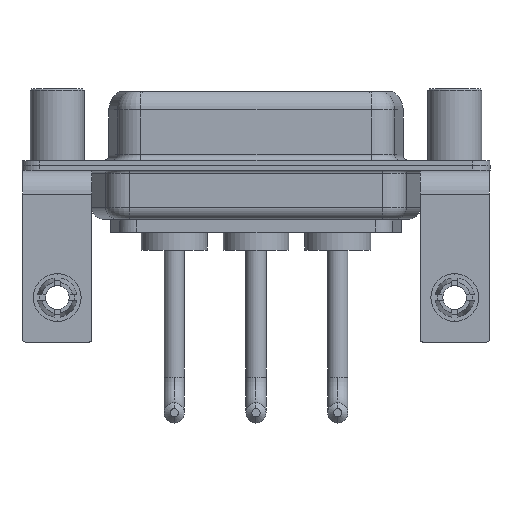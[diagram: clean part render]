
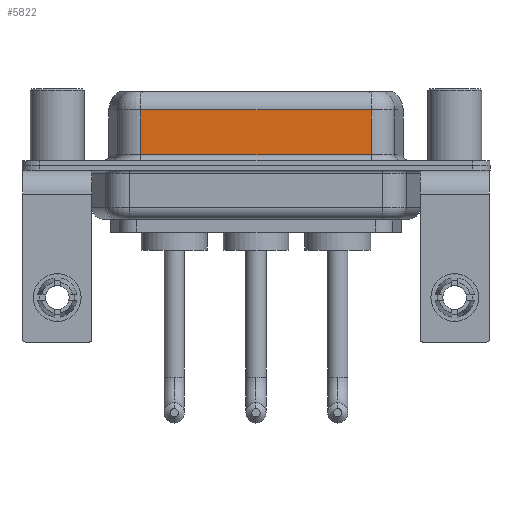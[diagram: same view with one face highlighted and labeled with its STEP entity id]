
A CAD part, front view. The second image highlights one B-rep face of the part: STEP entity #5822.
In plain terms, the highlighted planar face has unit normal (0, -1, 0).
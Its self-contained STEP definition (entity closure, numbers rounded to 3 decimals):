
#17 = EDGE_CURVE ( 'NONE', #3375, #15840, #12881, .T. ) ;
#376 = ORIENTED_EDGE ( 'NONE', *, *, #14716, .T. ) ;
#527 = ORIENTED_EDGE ( 'NONE', *, *, #1223, .T. ) ;
#1223 = EDGE_CURVE ( 'NONE', #13006, #15840, #13499, .T. ) ;
#1679 = DIRECTION ( 'NONE',  ( 1., 0., 0. ) ) ;
#1720 = CARTESIAN_POINT ( 'NONE',  ( 26.287, -3.95, 6.4 ) ) ;
#1817 = VECTOR ( 'NONE', #1679, 1000. ) ;
#2179 = ORIENTED_EDGE ( 'NONE', *, *, #12281, .T. ) ;
#3375 = VERTEX_POINT ( 'NONE', #8474 ) ;
#3883 = VECTOR ( 'NONE', #9467, 1000. ) ;
#4581 = VERTEX_POINT ( 'NONE', #15452 ) ;
#5223 = AXIS2_PLACEMENT_3D ( 'NONE', #1720, #6610, #9069 ) ;
#5261 = EDGE_LOOP ( 'NONE', ( #8958, #376, #2179, #527 ) ) ;
#5503 = CARTESIAN_POINT ( 'NONE',  ( 26.287, -3.95, 6.4 ) ) ;
#5822 = ADVANCED_FACE ( 'NONE', ( #12720 ), #12650, .F. ) ;
#6140 = DIRECTION ( 'NONE',  ( 0., 0., -1. ) ) ;
#6426 = CARTESIAN_POINT ( 'NONE',  ( 26.287, -3.95, 0.9 ) ) ;
#6610 = DIRECTION ( 'NONE',  ( 0., 1., 0. ) ) ;
#8474 = CARTESIAN_POINT ( 'NONE',  ( 26.287, -3.95, 4.65 ) ) ;
#8923 = LINE ( 'NONE', #13930, #9728 ) ;
#8958 = ORIENTED_EDGE ( 'NONE', *, *, #17, .F. ) ;
#9069 = DIRECTION ( 'NONE',  ( 0., 0., 1. ) ) ;
#9467 = DIRECTION ( 'NONE',  ( 0., 0., -1. ) ) ;
#9728 = VECTOR ( 'NONE', #14010, 1000. ) ;
#12281 = EDGE_CURVE ( 'NONE', #4581, #13006, #13279, .T. ) ;
#12594 = CARTESIAN_POINT ( 'NONE',  ( 7.013, -3.95, 0.9 ) ) ;
#12650 = PLANE ( 'NONE',  #5223 ) ;
#12720 = FACE_OUTER_BOUND ( 'NONE', #5261, .T. ) ;
#12881 = LINE ( 'NONE', #5503, #3883 ) ;
#13006 = VERTEX_POINT ( 'NONE', #12594 ) ;
#13232 = CARTESIAN_POINT ( 'NONE',  ( 26.287, -3.95, 0.9 ) ) ;
#13279 = LINE ( 'NONE', #14721, #15592 ) ;
#13499 = LINE ( 'NONE', #6426, #1817 ) ;
#13930 = CARTESIAN_POINT ( 'NONE',  ( 26.287, -3.95, 4.65 ) ) ;
#14010 = DIRECTION ( 'NONE',  ( -1., 0., 0. ) ) ;
#14716 = EDGE_CURVE ( 'NONE', #3375, #4581, #8923, .T. ) ;
#14721 = CARTESIAN_POINT ( 'NONE',  ( 7.013, -3.95, 6.4 ) ) ;
#15452 = CARTESIAN_POINT ( 'NONE',  ( 7.013, -3.95, 4.65 ) ) ;
#15592 = VECTOR ( 'NONE', #6140, 1000. ) ;
#15840 = VERTEX_POINT ( 'NONE', #13232 ) ;
